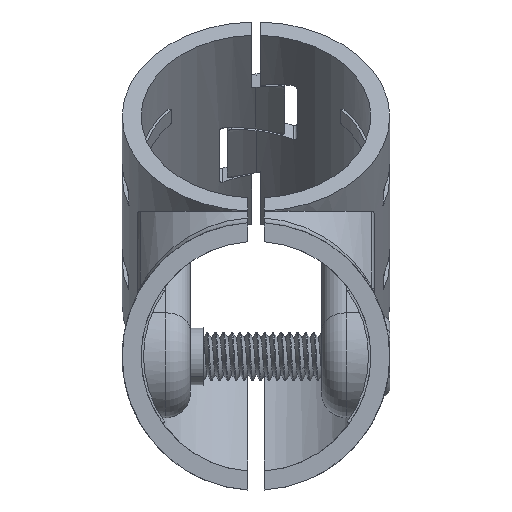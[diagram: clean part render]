
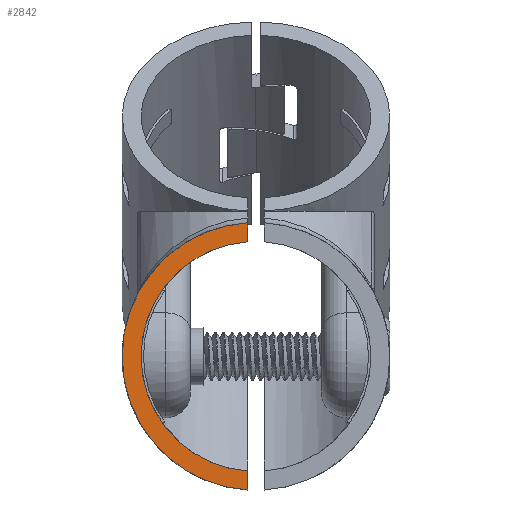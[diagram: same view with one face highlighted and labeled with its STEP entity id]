
A CAD part, left-side view. The second image highlights one B-rep face of the part: STEP entity #2842.
In plain terms, the highlighted planar face has unit normal (-1, 0, 0).
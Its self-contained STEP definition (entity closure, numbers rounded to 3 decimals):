
#290 = ORIENTED_EDGE ( 'NONE', *, *, #15379, .F. ) ;
#423 = DIRECTION ( 'NONE',  ( 1., 0., 0. ) ) ;
#554 = VERTEX_POINT ( 'NONE', #6080 ) ;
#1692 = DIRECTION ( 'NONE',  ( -1., 0., 0. ) ) ;
#1978 = AXIS2_PLACEMENT_3D ( 'NONE', #11315, #1692, #13008 ) ;
#2842 = ADVANCED_FACE ( 'NONE', ( #6963 ), #11715, .F. ) ;
#4368 = CARTESIAN_POINT ( 'NONE',  ( 0., 1., 16.269 ) ) ;
#4667 = CARTESIAN_POINT ( 'NONE',  ( 0., 1., -13.964 ) ) ;
#5680 = CIRCLE ( 'NONE', #17505, 16.3 ) ;
#6080 = CARTESIAN_POINT ( 'NONE',  ( 0., 1., 13.964 ) ) ;
#6963 = FACE_OUTER_BOUND ( 'NONE', #11994, .T. ) ;
#7195 = DIRECTION ( 'NONE',  ( 0., 0.061, -0.998 ) ) ;
#7630 = ORIENTED_EDGE ( 'NONE', *, *, #15934, .F. ) ;
#7898 = DIRECTION ( 'NONE',  ( 0., 0., -1. ) ) ;
#8275 = CARTESIAN_POINT ( 'NONE',  ( 0., 1., -13.964 ) ) ;
#8831 = VERTEX_POINT ( 'NONE', #4667 ) ;
#10244 = DIRECTION ( 'NONE',  ( 1., 0., 0. ) ) ;
#11315 = CARTESIAN_POINT ( 'NONE',  ( 0., 0., 0. ) ) ;
#11715 = PLANE ( 'NONE',  #12580 ) ;
#11994 = EDGE_LOOP ( 'NONE', ( #14785, #7630, #290, #17665 ) ) ;
#12015 = CARTESIAN_POINT ( 'NONE',  ( 0., 0., 0. ) ) ;
#12323 = CARTESIAN_POINT ( 'NONE',  ( 0., 1., -16.269 ) ) ;
#12580 = AXIS2_PLACEMENT_3D ( 'NONE', #12015, #10244, #20117 ) ;
#13008 = DIRECTION ( 'NONE',  ( 0., 0.071, 0.997 ) ) ;
#13450 = CIRCLE ( 'NONE', #1978, 14. ) ;
#13774 = VERTEX_POINT ( 'NONE', #12323 ) ;
#14785 = ORIENTED_EDGE ( 'NONE', *, *, #19148, .F. ) ;
#15379 = EDGE_CURVE ( 'NONE', #13774, #16771, #5680, .T. ) ;
#15934 = EDGE_CURVE ( 'NONE', #16771, #554, #19009, .T. ) ;
#16512 = LINE ( 'NONE', #8275, #19423 ) ;
#16620 = DIRECTION ( 'NONE',  ( 0., 0., -1. ) ) ;
#16771 = VERTEX_POINT ( 'NONE', #4368 ) ;
#17073 = VECTOR ( 'NONE', #7898, 1000. ) ;
#17505 = AXIS2_PLACEMENT_3D ( 'NONE', #18315, #423, #7195 ) ;
#17665 = ORIENTED_EDGE ( 'NONE', *, *, #18128, .F. ) ;
#18128 = EDGE_CURVE ( 'NONE', #8831, #13774, #16512, .T. ) ;
#18315 = CARTESIAN_POINT ( 'NONE',  ( 0., 0., 0. ) ) ;
#19009 = LINE ( 'NONE', #20739, #17073 ) ;
#19148 = EDGE_CURVE ( 'NONE', #554, #8831, #13450, .T. ) ;
#19423 = VECTOR ( 'NONE', #16620, 1000. ) ;
#20117 = DIRECTION ( 'NONE',  ( 0., 1., 0. ) ) ;
#20739 = CARTESIAN_POINT ( 'NONE',  ( 0., 1., 16.269 ) ) ;
